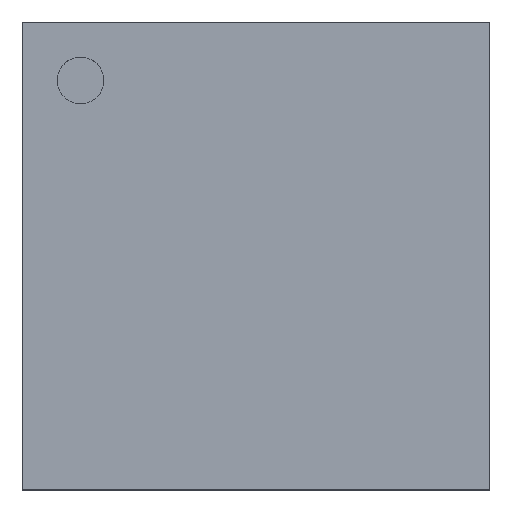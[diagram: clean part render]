
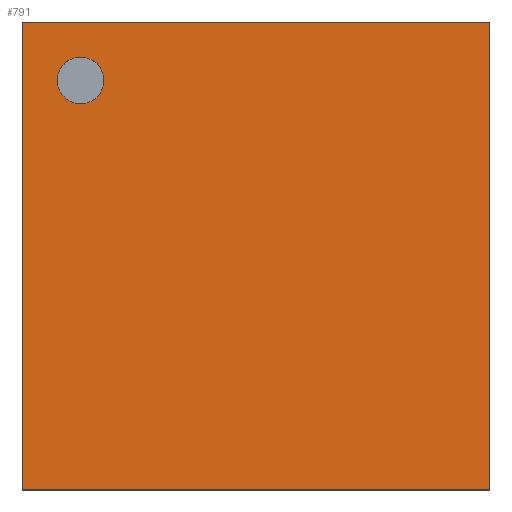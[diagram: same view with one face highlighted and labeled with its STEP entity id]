
A CAD part, top view. The second image highlights one B-rep face of the part: STEP entity #791.
In plain terms, the highlighted planar face has unit normal (0, 0, 1).
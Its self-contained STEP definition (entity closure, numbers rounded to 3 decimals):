
#116=LINE('',#1421,#203);
#117=LINE('',#1424,#204);
#118=LINE('',#1426,#205);
#119=LINE('',#1428,#206);
#203=VECTOR('',#1196,1000.);
#204=VECTOR('',#1197,1000.);
#205=VECTOR('',#1198,1000.);
#206=VECTOR('',#1199,1000.);
#390=ORIENTED_EDGE('',*,*,#505,.T.);
#391=ORIENTED_EDGE('',*,*,#506,.T.);
#392=ORIENTED_EDGE('',*,*,#507,.T.);
#393=ORIENTED_EDGE('',*,*,#508,.T.);
#394=ORIENTED_EDGE('',*,*,#509,.F.);
#505=EDGE_CURVE('',#577,#578,#116,.T.);
#506=EDGE_CURVE('',#578,#579,#117,.T.);
#507=EDGE_CURVE('',#579,#580,#118,.T.);
#508=EDGE_CURVE('',#580,#577,#119,.T.);
#509=EDGE_CURVE('',#581,#581,#595,.T.);
#577=VERTEX_POINT('',#1422);
#578=VERTEX_POINT('',#1423);
#579=VERTEX_POINT('',#1425);
#580=VERTEX_POINT('',#1427);
#581=VERTEX_POINT('',#1430);
#595=CIRCLE('',#988,0.1);
#641=EDGE_LOOP('',(#390,#391,#392,#393));
#642=EDGE_LOOP('',(#394));
#694=FACE_BOUND('',#641,.T.);
#695=FACE_BOUND('',#642,.T.);
#741=PLANE('',#987);
#791=ADVANCED_FACE('',(#694,#695),#741,.F.);
#987=AXIS2_PLACEMENT_3D('',#1420,#1194,#1195);
#988=AXIS2_PLACEMENT_3D('',#1429,#1200,#1201);
#1194=DIRECTION('',(0.,0.,-1.));
#1195=DIRECTION('',(-1.,0.,0.));
#1196=DIRECTION('',(0.,1.,0.));
#1197=DIRECTION('',(-1.,0.,0.));
#1198=DIRECTION('',(0.,-1.,0.));
#1199=DIRECTION('',(1.,0.,0.));
#1200=DIRECTION('',(0.,0.,1.));
#1201=DIRECTION('',(1.,0.,0.));
#1420=CARTESIAN_POINT('',(0.,0.,0.48));
#1421=CARTESIAN_POINT('',(1.,-1.,0.48));
#1422=CARTESIAN_POINT('',(1.,-1.,0.48));
#1423=CARTESIAN_POINT('',(1.,1.,0.48));
#1424=CARTESIAN_POINT('',(-1.,1.,0.48));
#1425=CARTESIAN_POINT('',(-1.,1.,0.48));
#1426=CARTESIAN_POINT('',(-1.,-1.,0.48));
#1427=CARTESIAN_POINT('',(-1.,-1.,0.48));
#1428=CARTESIAN_POINT('',(-1.,-1.,0.48));
#1429=CARTESIAN_POINT('',(-0.75,0.75,0.48));
#1430=CARTESIAN_POINT('',(-0.65,0.75,0.48));
